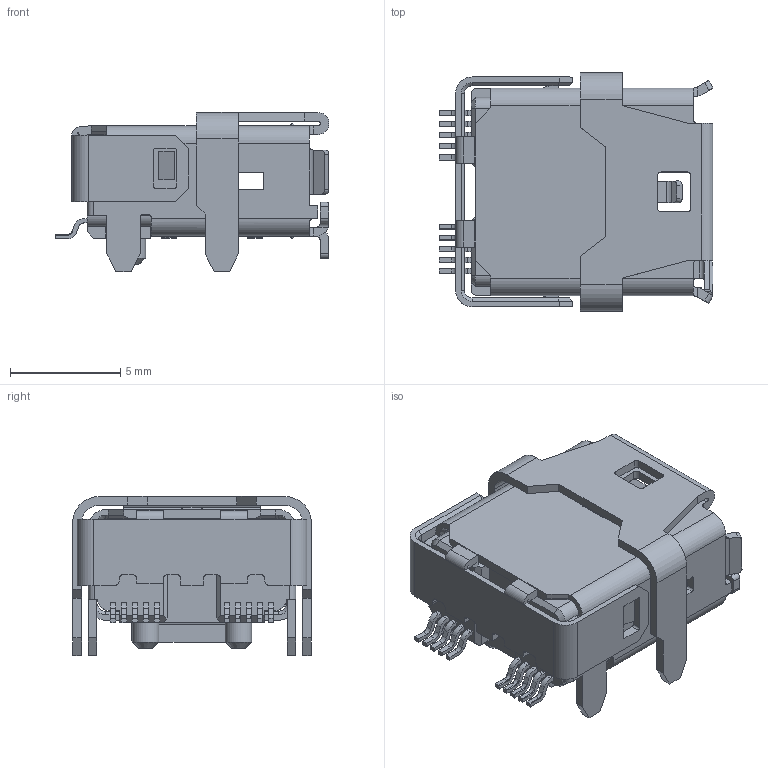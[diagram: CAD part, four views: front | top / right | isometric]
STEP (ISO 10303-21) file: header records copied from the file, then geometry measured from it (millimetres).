
FILE_DESCRIPTION(('Creo Elements/Direct Modeling STEP Export'),'2;1');
FILE_NAME('IX60G-B-10P.stp','2019-07-08T15:46:41',(''),(''),'Creo Elements/Direct Modeling STEP processor for AP214 (Solid Model)','Creo Elements/Direct Modeling 19.0F 14-Feb-2017 (C) Parametric Technology GmbH','');
FILE_SCHEMA(('AUTOMOTIVE_DESIGN { 1 0 10303 214 1 1 1 1 }'));
Length unit declared in the file: millimetre
Products named in the file (2): IX60G-B-10P
Assembly tree (1 placements, depth 2):
  IX60G-B-10P
    IX60G-B-10P
Bounding box: 12.4 x 10.8 x 7.2 mm (x, y, z)
Volume: 327.4 mm3; surface area: 1090 mm2
Topology: 1 solids, 1 shells, 740 faces, 2084 edges, 1351 vertices
Faces by surface type: plane 512, cylinder 184, cone 38, torus 6
Entity records: 24366 total; most frequent: CARTESIAN_POINT 4321, ORIENTED_EDGE 4172, DIRECTION 3909, EDGE_CURVE 2084, VECTOR 1603, LINE 1603, VERTEX_POINT 1351, AXIS2_PLACEMENT_3D 1153
